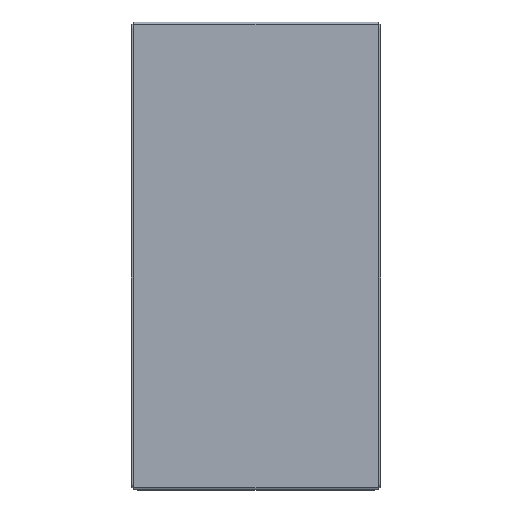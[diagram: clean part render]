
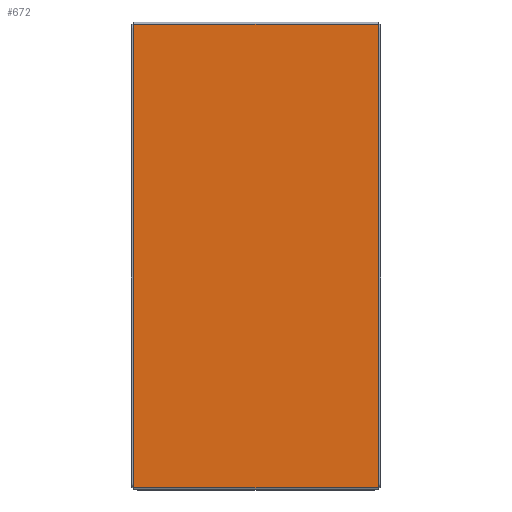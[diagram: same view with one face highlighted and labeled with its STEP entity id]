
A CAD part, top view. The second image highlights one B-rep face of the part: STEP entity #672.
In plain terms, the highlighted planar face has unit normal (0, 0, 1).
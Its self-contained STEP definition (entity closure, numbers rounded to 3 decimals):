
#78 = EDGE_CURVE ( 'NONE', #732, #1415, #1264, .T. ) ;
#87 = CARTESIAN_POINT ( 'NONE',  ( 150., -284.5, 0. ) ) ;
#130 = CARTESIAN_POINT ( 'NONE',  ( -153., -284.5, 0. ) ) ;
#133 = VECTOR ( 'NONE', #312, 1000. ) ;
#171 = DIRECTION ( 'NONE',  ( 0., 0., 1. ) ) ;
#198 = FACE_OUTER_BOUND ( 'NONE', #1453, .T. ) ;
#203 = EDGE_CURVE ( 'NONE', #732, #1133, #824, .T. ) ;
#221 = VERTEX_POINT ( 'NONE', #687 ) ;
#304 = ORIENTED_EDGE ( 'NONE', *, *, #78, .T. ) ;
#312 = DIRECTION ( 'NONE',  ( 0., -1., 0. ) ) ;
#345 = CARTESIAN_POINT ( 'NONE',  ( -150., -284.5, 0. ) ) ;
#463 = VECTOR ( 'NONE', #1288, 1000. ) ;
#554 = CARTESIAN_POINT ( 'NONE',  ( 150., 284.5, 0. ) ) ;
#652 = VECTOR ( 'NONE', #698, 1000. ) ;
#672 = ADVANCED_FACE ( 'NONE', ( #198 ), #821, .T. ) ;
#687 = CARTESIAN_POINT ( 'NONE',  ( 150., 284.5, 0. ) ) ;
#697 = DIRECTION ( 'NONE',  ( 1., 0., 0. ) ) ;
#698 = DIRECTION ( 'NONE',  ( 0., 1., 0. ) ) ;
#712 = CARTESIAN_POINT ( 'NONE',  ( -150., 284.5, 0. ) ) ;
#732 = VERTEX_POINT ( 'NONE', #345 ) ;
#814 = CARTESIAN_POINT ( 'NONE',  ( -150., -284.5, 0. ) ) ;
#821 = PLANE ( 'NONE',  #1331 ) ;
#824 = LINE ( 'NONE', #814, #652 ) ;
#875 = EDGE_CURVE ( 'NONE', #221, #1133, #1360, .T. ) ;
#949 = CARTESIAN_POINT ( 'NONE',  ( 0., 0., 0. ) ) ;
#1020 = VECTOR ( 'NONE', #1562, 1000. ) ;
#1071 = EDGE_CURVE ( 'NONE', #221, #1415, #1214, .T. ) ;
#1101 = ORIENTED_EDGE ( 'NONE', *, *, #875, .T. ) ;
#1133 = VERTEX_POINT ( 'NONE', #712 ) ;
#1214 = LINE ( 'NONE', #554, #133 ) ;
#1264 = LINE ( 'NONE', #130, #463 ) ;
#1273 = CARTESIAN_POINT ( 'NONE',  ( -153., 284.5, 0. ) ) ;
#1288 = DIRECTION ( 'NONE',  ( 1., 0., 0. ) ) ;
#1331 = AXIS2_PLACEMENT_3D ( 'NONE', #949, #171, #697 ) ;
#1360 = LINE ( 'NONE', #1273, #1020 ) ;
#1378 = ORIENTED_EDGE ( 'NONE', *, *, #1071, .F. ) ;
#1415 = VERTEX_POINT ( 'NONE', #87 ) ;
#1453 = EDGE_LOOP ( 'NONE', ( #1101, #1582, #304, #1378 ) ) ;
#1562 = DIRECTION ( 'NONE',  ( -1., 0., 0. ) ) ;
#1582 = ORIENTED_EDGE ( 'NONE', *, *, #203, .F. ) ;
